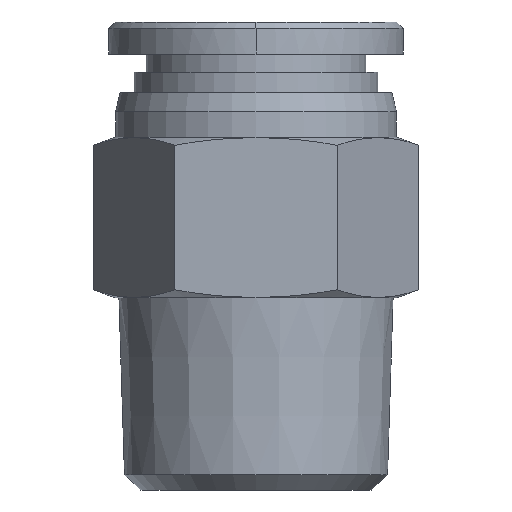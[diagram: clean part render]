
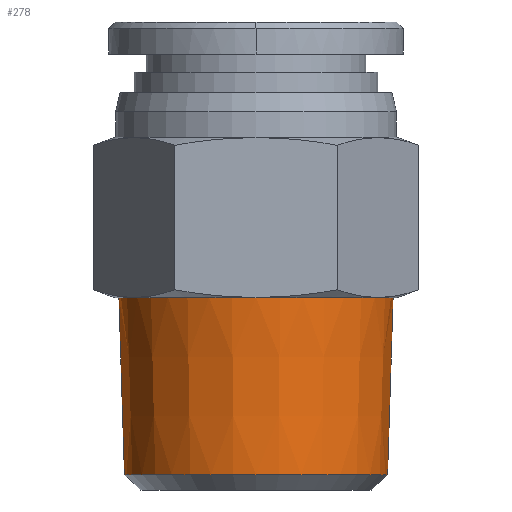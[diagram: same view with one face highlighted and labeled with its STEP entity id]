
A CAD part, left-side view. The second image highlights one B-rep face of the part: STEP entity #278.
In plain terms, the highlighted conical face has half-angle 1.791 degrees and reference radius 10.457 mm.
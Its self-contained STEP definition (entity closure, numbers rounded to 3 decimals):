
#48 = FACE_OUTER_BOUND ( 'NONE', #5711, .T. ) ;
#278 = ADVANCED_FACE ( 'NONE', ( #48 ), #1105, .T. ) ;
#488 = EDGE_CURVE ( 'NONE', #620, #793, #7723, .T. ) ;
#620 = VERTEX_POINT ( 'NONE', #5103 ) ;
#793 = VERTEX_POINT ( 'NONE', #883 ) ;
#809 = ORIENTED_EDGE ( 'NONE', *, *, #488, .F. ) ;
#883 = CARTESIAN_POINT ( 'NONE',  ( 20.201, -16.741, -6.606 ) ) ;
#902 = CARTESIAN_POINT ( 'NONE',  ( 20.201, -16.741, -6.606 ) ) ;
#1105 = CONICAL_SURFACE ( 'NONE', #7283, 10.457, 0.031 ) ;
#1648 = DIRECTION ( 'NONE',  ( 0., 1., 0. ) ) ;
#1757 = AXIS2_PLACEMENT_3D ( 'NONE', #7778, #4244, #7230 ) ;
#1843 = AXIS2_PLACEMENT_3D ( 'NONE', #2131, #6411, #4128 ) ;
#2131 = CARTESIAN_POINT ( 'NONE',  ( 20.201, -6.05, -6.606 ) ) ;
#2221 = ORIENTED_EDGE ( 'NONE', *, *, #2819, .F. ) ;
#2535 = CARTESIAN_POINT ( 'NONE',  ( 20.201, -16.31, -20.406 ) ) ;
#2819 = EDGE_CURVE ( 'NONE', #793, #5996, #7682, .T. ) ;
#3358 = VERTEX_POINT ( 'NONE', #8353 ) ;
#3681 = DIRECTION ( 'NONE',  ( 0., 0.031, -1. ) ) ;
#3890 = EDGE_CURVE ( 'NONE', #5996, #3358, #4956, .T. ) ;
#4128 = DIRECTION ( 'NONE',  ( 0., 1., 0. ) ) ;
#4244 = DIRECTION ( 'NONE',  ( 0., 0., -1. ) ) ;
#4608 = DIRECTION ( 'NONE',  ( 0., -0.031, -1. ) ) ;
#4940 = EDGE_CURVE ( 'NONE', #620, #3358, #6677, .T. ) ;
#4956 = CIRCLE ( 'NONE', #1757, 10.26 ) ;
#5103 = CARTESIAN_POINT ( 'NONE',  ( 20.201, 4.641, -6.606 ) ) ;
#5648 = CARTESIAN_POINT ( 'NONE',  ( 20.201, -6.05, -14.106 ) ) ;
#5711 = EDGE_LOOP ( 'NONE', ( #9014, #6342, #2221, #809 ) ) ;
#5996 = VERTEX_POINT ( 'NONE', #2535 ) ;
#6342 = ORIENTED_EDGE ( 'NONE', *, *, #3890, .F. ) ;
#6411 = DIRECTION ( 'NONE',  ( 0., 0., 1. ) ) ;
#6677 = LINE ( 'NONE', #8140, #8812 ) ;
#7195 = VECTOR ( 'NONE', #3681, 1000. ) ;
#7230 = DIRECTION ( 'NONE',  ( 0., -1., 0. ) ) ;
#7283 = AXIS2_PLACEMENT_3D ( 'NONE', #5648, #7951, #1648 ) ;
#7682 = LINE ( 'NONE', #902, #7195 ) ;
#7723 = CIRCLE ( 'NONE', #1843, 10.691 ) ;
#7778 = CARTESIAN_POINT ( 'NONE',  ( 20.201, -6.05, -20.406 ) ) ;
#7951 = DIRECTION ( 'NONE',  ( 0., 0., 1. ) ) ;
#8140 = CARTESIAN_POINT ( 'NONE',  ( 20.201, 4.641, -6.606 ) ) ;
#8353 = CARTESIAN_POINT ( 'NONE',  ( 20.201, 4.21, -20.406 ) ) ;
#8812 = VECTOR ( 'NONE', #4608, 1000. ) ;
#9014 = ORIENTED_EDGE ( 'NONE', *, *, #4940, .T. ) ;
